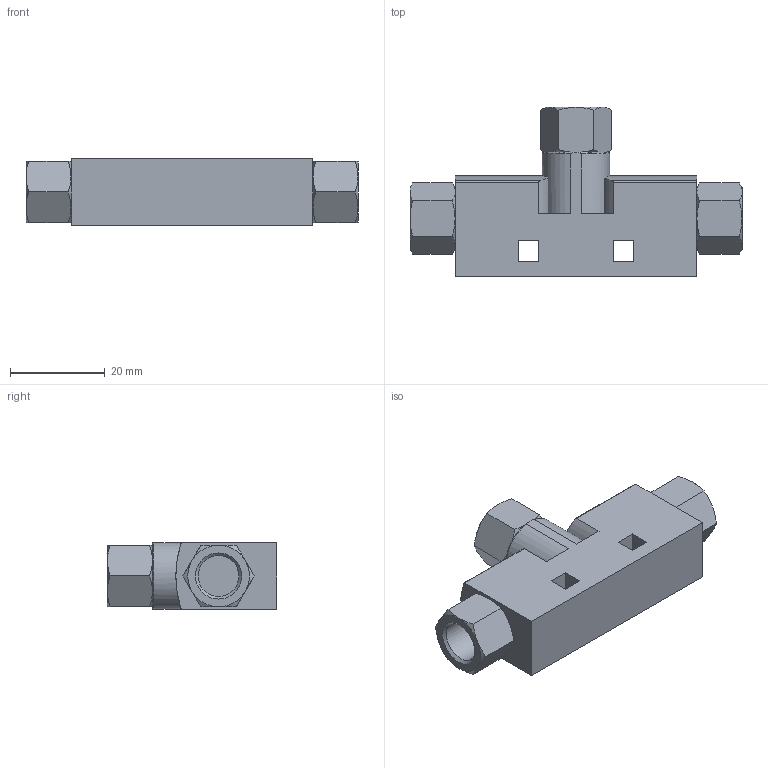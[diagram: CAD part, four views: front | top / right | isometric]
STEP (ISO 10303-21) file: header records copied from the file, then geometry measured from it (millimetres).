
FILE_DESCRIPTION(/* description */ ('STEP AP214'),/* implementation_level */ '2;1');
FILE_NAME(/* name */ '193627_VN-05-N-T3-PI4-VI4-RI4',/* time_stamp */ '2024-09-16T23:39:29+02:00',/* author */ ('License CC BY-ND 4.0'),/* organization */ ('CADENAS'),/* preprocessor_version */ 'ST-DEVELOPER v19.3',/* originating_system */ 'PARTsolutions',/* authorisation */ ' ');
FILE_SCHEMA (('AUTOMOTIVE_DESIGN {1 0 10303 214 3 1 1}'));
Length unit declared in the file: millimetre
Products named in the file (1): 193627 VN-05-N-T3-PI4-VI4-RI4
Bounding box: 70 x 35.7 x 14 mm (x, y, z)
Volume: 17485.9 mm3; surface area: 6941.2 mm2
Topology: 1 solids, 1 shells, 100 faces, 235 edges, 143 vertices
Faces by surface type: cone 42, plane 42, cylinder 15, torus 1
Full cylindrical faces by diameter (mm): 8.566 x3
Entity records: 3584 total; most frequent: CARTESIAN_POINT 737, ORIENTED_EDGE 446, DIRECTION 406, EDGE_CURVE 223, AXIS2_PLACEMENT_3D 166, VERTEX_POINT 141, EDGE_LOOP 120, FACE_BOUND 120
